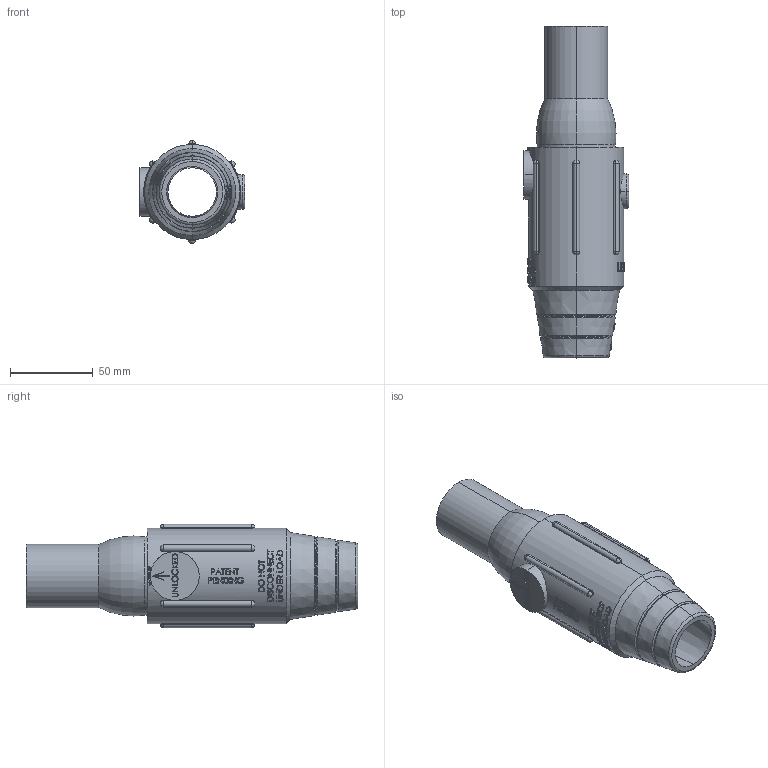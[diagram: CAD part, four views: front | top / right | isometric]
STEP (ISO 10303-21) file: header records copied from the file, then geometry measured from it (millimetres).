
FILE_DESCRIPTION (( 'STEP AP214' ), '1' );
FILE_NAME ('CATSTD-22L25-XXX.STEP', '2022-03-01T15:41:12', ( '' ), ( '' ), 'SwSTEP 2.0', 'SolidWorks 2020', '' );
FILE_SCHEMA (( 'AUTOMOTIVE_DESIGN' ));
Length unit declared in the file: inch
Products named in the file (1): CATSTD-22L25-XXX
Bounding box: 63.6 x 200.03 x 62.17 mm (x, y, z)
Surface area: 43525.7 mm2 (no closed solid volume)
Topology: 0 solids, 3 shells, 676 faces, 2256 edges, 1530 vertices
Faces by surface type: plane 304, bspline 213, cylinder 102, cone 21, torus 18, sphere 18
Entity records: 45928 total; most frequent: CARTESIAN_POINT 19555, ORIENTED_EDGE 3741, DIRECTION 2948, EDGE_CURVE 2232, VERTEX_POINT 1522, VECTOR 1188, LINE 1188, AXIS2_PLACEMENT_3D 880
